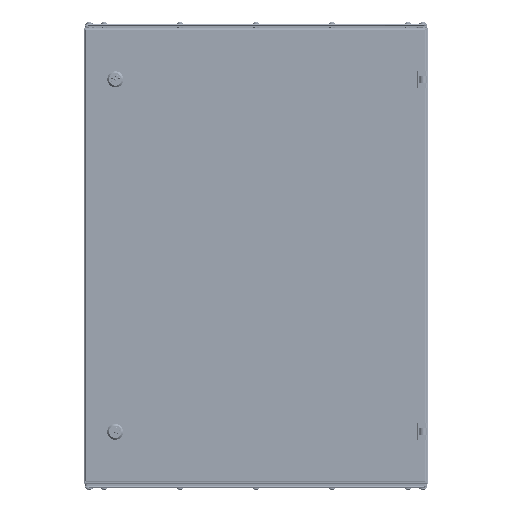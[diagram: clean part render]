
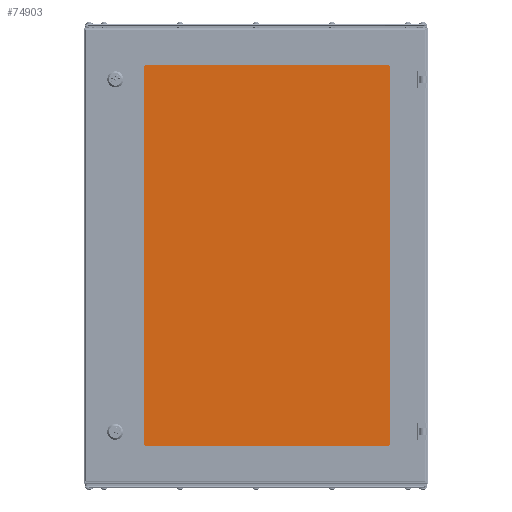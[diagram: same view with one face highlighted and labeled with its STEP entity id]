
A CAD part, top view. The second image highlights one B-rep face of the part: STEP entity #74903.
In plain terms, the highlighted planar face has unit normal (0, 0, 1).
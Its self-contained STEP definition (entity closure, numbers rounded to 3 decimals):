
#1711 = AXIS2_PLACEMENT_3D ( 'NONE', #30910, #3064, #51052 ) ;
#2531 = EDGE_CURVE ( 'NONE', #52971, #77043, #49677, .T. ) ;
#2550 = VERTEX_POINT ( 'NONE', #86875 ) ;
#3064 = DIRECTION ( 'NONE',  ( 0., 0., 1. ) ) ;
#4325 = EDGE_CURVE ( 'NONE', #85673, #28909, #68231, .T. ) ;
#6672 = EDGE_CURVE ( 'NONE', #2550, #85673, #23343, .T. ) ;
#8740 = CARTESIAN_POINT ( 'NONE',  ( 227.75, 335.5, 4. ) ) ;
#10054 = ORIENTED_EDGE ( 'NONE', *, *, #6672, .T. ) ;
#11882 = LINE ( 'NONE', #18742, #42507 ) ;
#13327 = ORIENTED_EDGE ( 'NONE', *, *, #21228, .T. ) ;
#13616 = CARTESIAN_POINT ( 'NONE',  ( -227.75, -345.5, 4. ) ) ;
#15388 = DIRECTION ( 'NONE',  ( 0., 1., 0. ) ) ;
#16621 = DIRECTION ( 'NONE',  ( -1., 0., 0. ) ) ;
#18742 = CARTESIAN_POINT ( 'NONE',  ( -227.75, 345.5, 4. ) ) ;
#20511 = DIRECTION ( 'NONE',  ( -1., 0., 0. ) ) ;
#21228 = EDGE_CURVE ( 'NONE', #74858, #52971, #51022, .T. ) ;
#23215 = AXIS2_PLACEMENT_3D ( 'NONE', #40602, #80891, #68504 ) ;
#23343 = LINE ( 'NONE', #51220, #77183 ) ;
#25180 = ORIENTED_EDGE ( 'NONE', *, *, #4325, .T. ) ;
#28909 = VERTEX_POINT ( 'NONE', #29692 ) ;
#29692 = CARTESIAN_POINT ( 'NONE',  ( -217.75, -345.5, 4. ) ) ;
#30199 = ORIENTED_EDGE ( 'NONE', *, *, #83593, .T. ) ;
#30761 = DIRECTION ( 'NONE',  ( 0., 0., 1. ) ) ;
#30910 = CARTESIAN_POINT ( 'NONE',  ( 217.75, -335.5, 4. ) ) ;
#31013 = EDGE_LOOP ( 'NONE', ( #79313, #34018, #13327, #52323, #30199, #67813, #10054, #25180 ) ) ;
#32737 = EDGE_CURVE ( 'NONE', #88898, #74858, #84920, .T. ) ;
#33209 = AXIS2_PLACEMENT_3D ( 'NONE', #63018, #76746, #20511 ) ;
#34018 = ORIENTED_EDGE ( 'NONE', *, *, #32737, .T. ) ;
#37045 = CARTESIAN_POINT ( 'NONE',  ( 217.75, 335.5, 4. ) ) ;
#37640 = CARTESIAN_POINT ( 'NONE',  ( -217.75, -335.5, 4. ) ) ;
#39758 = VECTOR ( 'NONE', #15388, 1000. ) ;
#40602 = CARTESIAN_POINT ( 'NONE',  ( -217.75, 335.5, 4. ) ) ;
#41329 = CARTESIAN_POINT ( 'NONE',  ( -227.75, -335.5, 4. ) ) ;
#42507 = VECTOR ( 'NONE', #79578, 1000. ) ;
#48249 = AXIS2_PLACEMENT_3D ( 'NONE', #37045, #85083, #64914 ) ;
#49677 = CIRCLE ( 'NONE', #48249, 10. ) ;
#51022 = LINE ( 'NONE', #79844, #39758 ) ;
#51052 = DIRECTION ( 'NONE',  ( -1., 0., 0. ) ) ;
#51220 = CARTESIAN_POINT ( 'NONE',  ( -227.75, -345.5, 4. ) ) ;
#52323 = ORIENTED_EDGE ( 'NONE', *, *, #2531, .T. ) ;
#52971 = VERTEX_POINT ( 'NONE', #8740 ) ;
#59852 = CARTESIAN_POINT ( 'NONE',  ( 227.75, -335.5, 4. ) ) ;
#60227 = CARTESIAN_POINT ( 'NONE',  ( -217.75, 345.5, 4. ) ) ;
#62408 = AXIS2_PLACEMENT_3D ( 'NONE', #37640, #30761, #16621 ) ;
#62479 = VECTOR ( 'NONE', #69378, 1000. ) ;
#62616 = CIRCLE ( 'NONE', #23215, 10. ) ;
#63018 = CARTESIAN_POINT ( 'NONE',  ( 0., 0., 4. ) ) ;
#64914 = DIRECTION ( 'NONE',  ( -1., 0., 0. ) ) ;
#67813 = ORIENTED_EDGE ( 'NONE', *, *, #78095, .T. ) ;
#68231 = CIRCLE ( 'NONE', #62408, 10. ) ;
#68504 = DIRECTION ( 'NONE',  ( -1., 0., 0. ) ) ;
#68970 = FACE_OUTER_BOUND ( 'NONE', #31013, .T. ) ;
#69378 = DIRECTION ( 'NONE',  ( 1., 0., 0. ) ) ;
#74858 = VERTEX_POINT ( 'NONE', #59852 ) ;
#74903 = ADVANCED_FACE ( 'NONE', ( #68970 ), #83591, .F. ) ;
#75214 = CARTESIAN_POINT ( 'NONE',  ( 217.75, 345.5, 4. ) ) ;
#76746 = DIRECTION ( 'NONE',  ( 0., 0., -1. ) ) ;
#77043 = VERTEX_POINT ( 'NONE', #75214 ) ;
#77183 = VECTOR ( 'NONE', #78670, 1000. ) ;
#78095 = EDGE_CURVE ( 'NONE', #84168, #2550, #62616, .T. ) ;
#78670 = DIRECTION ( 'NONE',  ( 0., -1., 0. ) ) ;
#79313 = ORIENTED_EDGE ( 'NONE', *, *, #87690, .T. ) ;
#79578 = DIRECTION ( 'NONE',  ( -1., 0., 0. ) ) ;
#79844 = CARTESIAN_POINT ( 'NONE',  ( 227.75, -345.5, 4. ) ) ;
#80891 = DIRECTION ( 'NONE',  ( 0., 0., 1. ) ) ;
#81235 = CARTESIAN_POINT ( 'NONE',  ( 217.75, -345.5, 4. ) ) ;
#82662 = LINE ( 'NONE', #13616, #62479 ) ;
#83591 = PLANE ( 'NONE',  #33209 ) ;
#83593 = EDGE_CURVE ( 'NONE', #77043, #84168, #11882, .T. ) ;
#84168 = VERTEX_POINT ( 'NONE', #60227 ) ;
#84920 = CIRCLE ( 'NONE', #1711, 10. ) ;
#85083 = DIRECTION ( 'NONE',  ( 0., 0., 1. ) ) ;
#85673 = VERTEX_POINT ( 'NONE', #41329 ) ;
#86875 = CARTESIAN_POINT ( 'NONE',  ( -227.75, 335.5, 4. ) ) ;
#87690 = EDGE_CURVE ( 'NONE', #28909, #88898, #82662, .T. ) ;
#88898 = VERTEX_POINT ( 'NONE', #81235 ) ;
